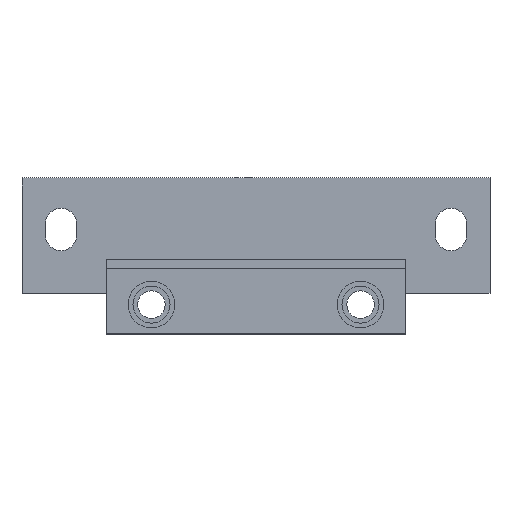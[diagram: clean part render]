
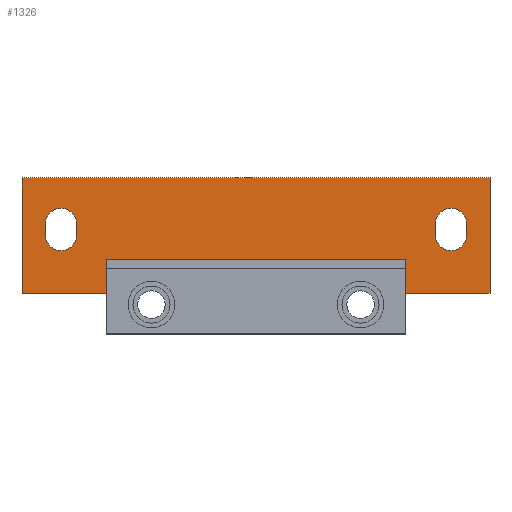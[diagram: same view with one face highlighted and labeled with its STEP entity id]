
A CAD part, top view. The second image highlights one B-rep face of the part: STEP entity #1326.
In plain terms, the highlighted planar face has unit normal (0, 0, 1).
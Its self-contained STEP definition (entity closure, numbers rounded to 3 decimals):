
#9 = LINE ( 'NONE', #235, #825 ) ;
#10 = VERTEX_POINT ( 'NONE', #491 ) ;
#23 = VERTEX_POINT ( 'NONE', #166 ) ;
#26 = CARTESIAN_POINT ( 'NONE',  ( 57.5, 31.7, 10. ) ) ;
#50 = CARTESIAN_POINT ( 'NONE',  ( -67.5, 35.3, 10. ) ) ;
#55 = VERTEX_POINT ( 'NONE', #266 ) ;
#74 = CARTESIAN_POINT ( 'NONE',  ( 75., 50., 10. ) ) ;
#102 = VECTOR ( 'NONE', #656, 1000. ) ;
#113 = VERTEX_POINT ( 'NONE', #1366 ) ;
#128 = CARTESIAN_POINT ( 'NONE',  ( 67.5, 35.3, 10. ) ) ;
#135 = ORIENTED_EDGE ( 'NONE', *, *, #1131, .F. ) ;
#140 = AXIS2_PLACEMENT_3D ( 'NONE', #248, #1065, #538 ) ;
#145 = ORIENTED_EDGE ( 'NONE', *, *, #830, .F. ) ;
#149 = DIRECTION ( 'NONE',  ( -1., 0., 0. ) ) ;
#150 = DIRECTION ( 'NONE',  ( 0., 1., 0. ) ) ;
#155 = CARTESIAN_POINT ( 'NONE',  ( -75., 50., 10. ) ) ;
#166 = CARTESIAN_POINT ( 'NONE',  ( -48., 24., 10. ) ) ;
#167 = CIRCLE ( 'NONE', #940, 5. ) ;
#190 = VECTOR ( 'NONE', #150, 1000. ) ;
#202 = CARTESIAN_POINT ( 'NONE',  ( -48., 13., 10. ) ) ;
#219 = DIRECTION ( 'NONE',  ( -1., 0., 0. ) ) ;
#226 = CARTESIAN_POINT ( 'NONE',  ( 75., 13., 10. ) ) ;
#229 = EDGE_CURVE ( 'NONE', #715, #552, #9, .T. ) ;
#235 = CARTESIAN_POINT ( 'NONE',  ( 57.5, 35.3, 10. ) ) ;
#238 = EDGE_CURVE ( 'NONE', #55, #10, #652, .T. ) ;
#243 = DIRECTION ( 'NONE',  ( 0., 1., 0. ) ) ;
#246 = DIRECTION ( 'NONE',  ( 0., 0., -1. ) ) ;
#248 = CARTESIAN_POINT ( 'NONE',  ( -62.5, 31.7, 10. ) ) ;
#250 = EDGE_CURVE ( 'NONE', #113, #589, #167, .T. ) ;
#251 = EDGE_CURVE ( 'NONE', #756, #335, #559, .T. ) ;
#254 = CARTESIAN_POINT ( 'NONE',  ( 62.5, 35.3, 10. ) ) ;
#259 = VECTOR ( 'NONE', #219, 1000. ) ;
#261 = ORIENTED_EDGE ( 'NONE', *, *, #250, .F. ) ;
#266 = CARTESIAN_POINT ( 'NONE',  ( 75., 13., 10. ) ) ;
#282 = ORIENTED_EDGE ( 'NONE', *, *, #989, .T. ) ;
#292 = EDGE_CURVE ( 'NONE', #870, #23, #666, .T. ) ;
#319 = CIRCLE ( 'NONE', #140, 5. ) ;
#327 = DIRECTION ( 'NONE',  ( 0., -1., 0. ) ) ;
#331 = DIRECTION ( 'NONE',  ( 1., 0., 0. ) ) ;
#335 = VERTEX_POINT ( 'NONE', #864 ) ;
#345 = CARTESIAN_POINT ( 'NONE',  ( 75., 24., 10. ) ) ;
#362 = DIRECTION ( 'NONE',  ( 0., 1., 0. ) ) ;
#367 = CARTESIAN_POINT ( 'NONE',  ( 48., 24., 10. ) ) ;
#376 = FACE_BOUND ( 'NONE', #526, .T. ) ;
#389 = CARTESIAN_POINT ( 'NONE',  ( -75., 50., 10. ) ) ;
#404 = CARTESIAN_POINT ( 'NONE',  ( -75., 13., 10. ) ) ;
#424 = DIRECTION ( 'NONE',  ( 0., -1., 0. ) ) ;
#430 = ORIENTED_EDGE ( 'NONE', *, *, #969, .T. ) ;
#433 = LINE ( 'NONE', #1289, #102 ) ;
#439 = EDGE_CURVE ( 'NONE', #10, #870, #1016, .T. ) ;
#440 = VECTOR ( 'NONE', #362, 1000. ) ;
#441 = ORIENTED_EDGE ( 'NONE', *, *, #439, .F. ) ;
#452 = AXIS2_PLACEMENT_3D ( 'NONE', #586, #1249, #705 ) ;
#455 = FACE_BOUND ( 'NONE', #979, .T. ) ;
#458 = EDGE_CURVE ( 'NONE', #589, #752, #775, .T. ) ;
#471 = ORIENTED_EDGE ( 'NONE', *, *, #895, .T. ) ;
#479 = DIRECTION ( 'NONE',  ( 0., 0., -1. ) ) ;
#491 = CARTESIAN_POINT ( 'NONE',  ( 48., 13., 10. ) ) ;
#500 = ORIENTED_EDGE ( 'NONE', *, *, #238, .F. ) ;
#503 = CARTESIAN_POINT ( 'NONE',  ( 57.5, 35.3, 10. ) ) ;
#526 = EDGE_LOOP ( 'NONE', ( #992, #910, #1158, #596 ) ) ;
#532 = CARTESIAN_POINT ( 'NONE',  ( -62.5, 35.3, 10. ) ) ;
#538 = DIRECTION ( 'NONE',  ( 1., 0., 0. ) ) ;
#552 = VERTEX_POINT ( 'NONE', #503 ) ;
#559 = LINE ( 'NONE', #128, #1252 ) ;
#562 = VERTEX_POINT ( 'NONE', #389 ) ;
#586 = CARTESIAN_POINT ( 'NONE',  ( 0., 0., 10. ) ) ;
#587 = VERTEX_POINT ( 'NONE', #1344 ) ;
#588 = LINE ( 'NONE', #1369, #1248 ) ;
#589 = VERTEX_POINT ( 'NONE', #1145 ) ;
#596 = ORIENTED_EDGE ( 'NONE', *, *, #229, .T. ) ;
#652 = LINE ( 'NONE', #226, #1298 ) ;
#656 = DIRECTION ( 'NONE',  ( 0., -1., 0. ) ) ;
#659 = CARTESIAN_POINT ( 'NONE',  ( -48., 13., 10. ) ) ;
#666 = LINE ( 'NONE', #345, #259 ) ;
#701 = DIRECTION ( 'NONE',  ( 1., 0., 0. ) ) ;
#705 = DIRECTION ( 'NONE',  ( -1., 0., 0. ) ) ;
#715 = VERTEX_POINT ( 'NONE', #26 ) ;
#728 = PLANE ( 'NONE',  #452 ) ;
#741 = CARTESIAN_POINT ( 'NONE',  ( -75., 13., 10. ) ) ;
#752 = VERTEX_POINT ( 'NONE', #851 ) ;
#756 = VERTEX_POINT ( 'NONE', #960 ) ;
#764 = VERTEX_POINT ( 'NONE', #659 ) ;
#775 = LINE ( 'NONE', #50, #964 ) ;
#783 = DIRECTION ( 'NONE',  ( -1., 0., 0. ) ) ;
#787 = EDGE_CURVE ( 'NONE', #752, #587, #319, .T. ) ;
#796 = DIRECTION ( 'NONE',  ( 0., -1., 0. ) ) ;
#798 = VECTOR ( 'NONE', #149, 1000. ) ;
#811 = CIRCLE ( 'NONE', #947, 5. ) ;
#812 = EDGE_CURVE ( 'NONE', #335, #715, #1090, .T. ) ;
#819 = VECTOR ( 'NONE', #839, 1000. ) ;
#825 = VECTOR ( 'NONE', #243, 1000. ) ;
#830 = EDGE_CURVE ( 'NONE', #587, #113, #1328, .T. ) ;
#839 = DIRECTION ( 'NONE',  ( 0., 1., 0. ) ) ;
#851 = CARTESIAN_POINT ( 'NONE',  ( -67.5, 31.7, 10. ) ) ;
#864 = CARTESIAN_POINT ( 'NONE',  ( 67.5, 31.7, 10. ) ) ;
#870 = VERTEX_POINT ( 'NONE', #367 ) ;
#883 = FACE_OUTER_BOUND ( 'NONE', #1070, .T. ) ;
#895 = EDGE_CURVE ( 'NONE', #949, #562, #1203, .T. ) ;
#904 = CARTESIAN_POINT ( 'NONE',  ( 48., 13., 10. ) ) ;
#910 = ORIENTED_EDGE ( 'NONE', *, *, #251, .T. ) ;
#922 = VECTOR ( 'NONE', #327, 1000. ) ;
#936 = AXIS2_PLACEMENT_3D ( 'NONE', #1081, #479, #783 ) ;
#940 = AXIS2_PLACEMENT_3D ( 'NONE', #532, #1281, #331 ) ;
#947 = AXIS2_PLACEMENT_3D ( 'NONE', #254, #246, #999 ) ;
#949 = VERTEX_POINT ( 'NONE', #74 ) ;
#960 = CARTESIAN_POINT ( 'NONE',  ( 67.5, 35.3, 10. ) ) ;
#964 = VECTOR ( 'NONE', #796, 1000. ) ;
#969 = EDGE_CURVE ( 'NONE', #764, #23, #1243, .T. ) ;
#979 = EDGE_LOOP ( 'NONE', ( #1250, #261, #145, #1007 ) ) ;
#981 = DIRECTION ( 'NONE',  ( -1., 0., 0. ) ) ;
#989 = EDGE_CURVE ( 'NONE', #1346, #764, #588, .T. ) ;
#992 = ORIENTED_EDGE ( 'NONE', *, *, #1262, .T. ) ;
#999 = DIRECTION ( 'NONE',  ( -1., 0., 0. ) ) ;
#1007 = ORIENTED_EDGE ( 'NONE', *, *, #787, .F. ) ;
#1008 = CARTESIAN_POINT ( 'NONE',  ( -57.5, 35.3, 10. ) ) ;
#1016 = LINE ( 'NONE', #904, #190 ) ;
#1030 = ORIENTED_EDGE ( 'NONE', *, *, #292, .F. ) ;
#1065 = DIRECTION ( 'NONE',  ( 0., 0., 1. ) ) ;
#1070 = EDGE_LOOP ( 'NONE', ( #471, #1078, #282, #430, #1030, #441, #500, #135 ) ) ;
#1078 = ORIENTED_EDGE ( 'NONE', *, *, #1115, .T. ) ;
#1081 = CARTESIAN_POINT ( 'NONE',  ( 62.5, 31.7, 10. ) ) ;
#1090 = CIRCLE ( 'NONE', #936, 5. ) ;
#1115 = EDGE_CURVE ( 'NONE', #562, #1346, #1189, .T. ) ;
#1131 = EDGE_CURVE ( 'NONE', #949, #55, #433, .T. ) ;
#1145 = CARTESIAN_POINT ( 'NONE',  ( -67.5, 35.3, 10. ) ) ;
#1158 = ORIENTED_EDGE ( 'NONE', *, *, #812, .T. ) ;
#1189 = LINE ( 'NONE', #741, #922 ) ;
#1203 = LINE ( 'NONE', #155, #798 ) ;
#1243 = LINE ( 'NONE', #202, #819 ) ;
#1248 = VECTOR ( 'NONE', #701, 1000. ) ;
#1249 = DIRECTION ( 'NONE',  ( 0., 0., -1. ) ) ;
#1250 = ORIENTED_EDGE ( 'NONE', *, *, #458, .F. ) ;
#1252 = VECTOR ( 'NONE', #424, 1000. ) ;
#1262 = EDGE_CURVE ( 'NONE', #552, #756, #811, .T. ) ;
#1281 = DIRECTION ( 'NONE',  ( 0., 0., 1. ) ) ;
#1289 = CARTESIAN_POINT ( 'NONE',  ( 75., 24., 10. ) ) ;
#1298 = VECTOR ( 'NONE', #981, 1000. ) ;
#1326 = ADVANCED_FACE ( 'NONE', ( #455, #883, #376 ), #728, .F. ) ;
#1328 = LINE ( 'NONE', #1008, #440 ) ;
#1344 = CARTESIAN_POINT ( 'NONE',  ( -57.5, 31.7, 10. ) ) ;
#1346 = VERTEX_POINT ( 'NONE', #404 ) ;
#1366 = CARTESIAN_POINT ( 'NONE',  ( -57.5, 35.3, 10. ) ) ;
#1369 = CARTESIAN_POINT ( 'NONE',  ( -75., 13., 10. ) ) ;
